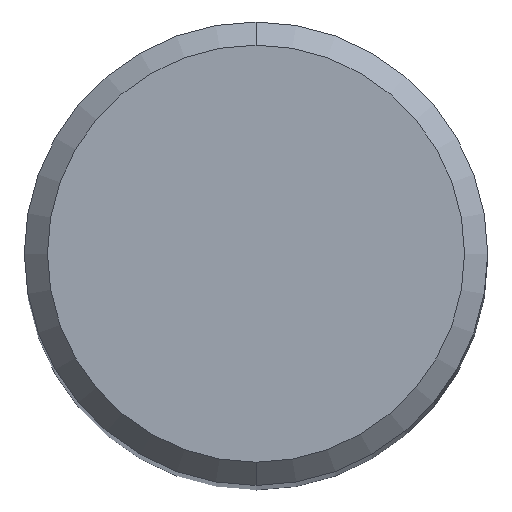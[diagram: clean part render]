
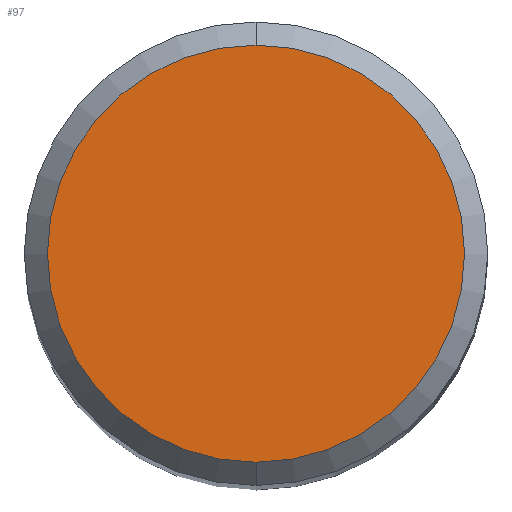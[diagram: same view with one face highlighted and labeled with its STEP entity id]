
A CAD part, top view. The second image highlights one B-rep face of the part: STEP entity #97.
In plain terms, the highlighted planar face has unit normal (0, 0, 1).
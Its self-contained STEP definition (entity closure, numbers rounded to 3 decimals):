
#97=ADVANCED_FACE('',(#245),#246,.T.);
#103=EDGE_CURVE('',#189,#171,#252,.T.);
#157=EDGE_CURVE('',#171,#189,#313,.T.);
#171=VERTEX_POINT('',#327);
#189=VERTEX_POINT('',#349);
#245=FACE_OUTER_BOUND('',#401,.T.);
#246=PLANE('',#402);
#252=CIRCLE('',#412,4.5);
#313=CIRCLE('',#488,4.5);
#327=CARTESIAN_POINT('',(0.0,4.5,0.0));
#349=CARTESIAN_POINT('',(0.,-4.5,0.0));
#401=EDGE_LOOP('',(#596,#597));
#402=AXIS2_PLACEMENT_3D('',#598,#599,#600);
#412=AXIS2_PLACEMENT_3D('',#605,#606,#607);
#488=AXIS2_PLACEMENT_3D('',#683,#684,#685);
#596=ORIENTED_EDGE('',*,*,#157,.F.);
#597=ORIENTED_EDGE('',*,*,#103,.F.);
#598=CARTESIAN_POINT('',(0.0,2.25,0.0));
#599=DIRECTION('',(-0.0,0.0,1.0));
#600=DIRECTION('',(0.0,-1.0,0.0));
#605=CARTESIAN_POINT('',(0.0,0.0,0.0));
#606=DIRECTION('',(0.0,0.0,-1.0));
#607=DIRECTION('',(0.0,1.0,0.0));
#683=CARTESIAN_POINT('',(0.0,0.0,0.0));
#684=DIRECTION('',(0.0,0.0,-1.0));
#685=DIRECTION('',(0.0,1.0,0.0));
